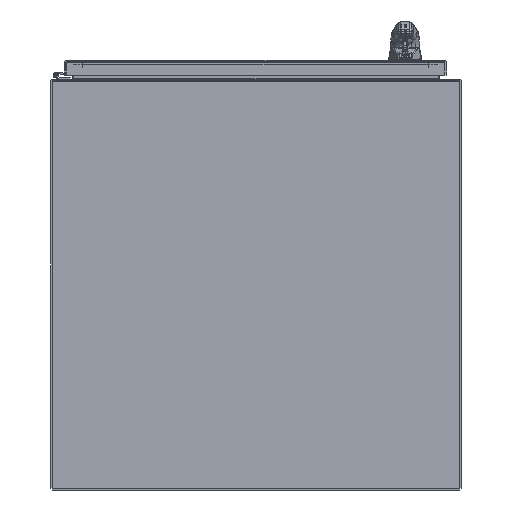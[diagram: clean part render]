
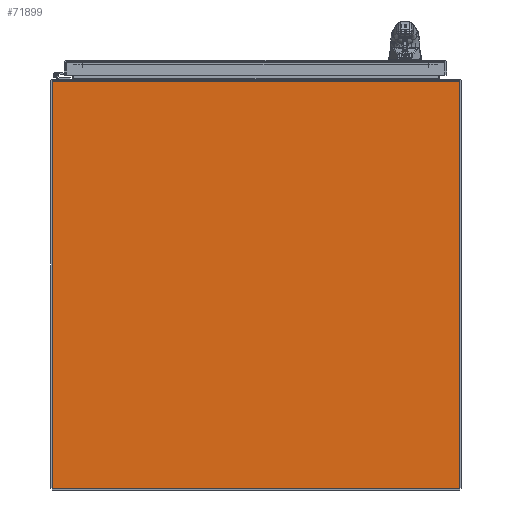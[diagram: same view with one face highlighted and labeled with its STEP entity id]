
A CAD part, front view. The second image highlights one B-rep face of the part: STEP entity #71899.
In plain terms, the highlighted face is planar.
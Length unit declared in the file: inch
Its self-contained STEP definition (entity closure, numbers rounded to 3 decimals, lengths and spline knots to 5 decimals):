
#2790 = CARTESIAN_POINT ( 'NONE',  ( 23.9376, 0., 0. ) ) ;
#4780 = LINE ( 'NONE', #122471, #95594 ) ;
#6296 = VERTEX_POINT ( 'NONE', #100163 ) ;
#9119 = ORIENTED_EDGE ( 'NONE', *, *, #113921, .T. ) ;
#16340 = DIRECTION ( 'NONE',  ( 0., 1., 0. ) ) ;
#37451 = VERTEX_POINT ( 'NONE', #97248 ) ;
#44787 = ORIENTED_EDGE ( 'NONE', *, *, #92106, .T. ) ;
#52256 = CARTESIAN_POINT ( 'NONE',  ( 11.9688, -12.01565, 0. ) ) ;
#53242 = ORIENTED_EDGE ( 'NONE', *, *, #69725, .T. ) ;
#57689 = VECTOR ( 'NONE', #71132, 39.37008 ) ;
#58650 = CARTESIAN_POINT ( 'NONE',  ( 17.9532, -23.90635, 0. ) ) ;
#61401 = DIRECTION ( 'NONE',  ( 1., 0., 0. ) ) ;
#64699 = DIRECTION ( 'NONE',  ( 1., 0., 0. ) ) ;
#69725 = EDGE_CURVE ( 'NONE', #6296, #107897, #133782, .T. ) ;
#71132 = DIRECTION ( 'NONE',  ( -1., 0., 0. ) ) ;
#71899 = ADVANCED_FACE ( 'NONE', ( #143893 ), #149931, .F. ) ;
#74994 = VECTOR ( 'NONE', #99709, 39.37008 ) ;
#77945 = CARTESIAN_POINT ( 'NONE',  ( 0., -24.0313, 0. ) ) ;
#87283 = CARTESIAN_POINT ( 'NONE',  ( 23.9376, 0., 0. ) ) ;
#92106 = EDGE_CURVE ( 'NONE', #158808, #37451, #103996, .T. ) ;
#95594 = VECTOR ( 'NONE', #61401, 39.37008 ) ;
#97248 = CARTESIAN_POINT ( 'NONE',  ( 23.9376, -23.90635, 0. ) ) ;
#98512 = EDGE_CURVE ( 'NONE', #37451, #6296, #156176, .T. ) ;
#99709 = DIRECTION ( 'NONE',  ( 0., -1., 0. ) ) ;
#100163 = CARTESIAN_POINT ( 'NONE',  ( 0., -23.90635, 0. ) ) ;
#100837 = VECTOR ( 'NONE', #16340, 39.37008 ) ;
#103996 = LINE ( 'NONE', #87283, #74994 ) ;
#107897 = VERTEX_POINT ( 'NONE', #120696 ) ;
#113921 = EDGE_CURVE ( 'NONE', #107897, #158808, #4780, .T. ) ;
#114601 = AXIS2_PLACEMENT_3D ( 'NONE', #52256, #138672, #64699 ) ;
#120696 = CARTESIAN_POINT ( 'NONE',  ( 0., 0., 0. ) ) ;
#122471 = CARTESIAN_POINT ( 'NONE',  ( 0., 0., 0. ) ) ;
#133782 = LINE ( 'NONE', #77945, #100837 ) ;
#138672 = DIRECTION ( 'NONE',  ( 0., 0., 1. ) ) ;
#143893 = FACE_OUTER_BOUND ( 'NONE', #151986, .T. ) ;
#149931 = PLANE ( 'NONE',  #114601 ) ;
#151986 = EDGE_LOOP ( 'NONE', ( #155353, #53242, #9119, #44787 ) ) ;
#155353 = ORIENTED_EDGE ( 'NONE', *, *, #98512, .T. ) ;
#156176 = LINE ( 'NONE', #58650, #57689 ) ;
#158808 = VERTEX_POINT ( 'NONE', #2790 ) ;
